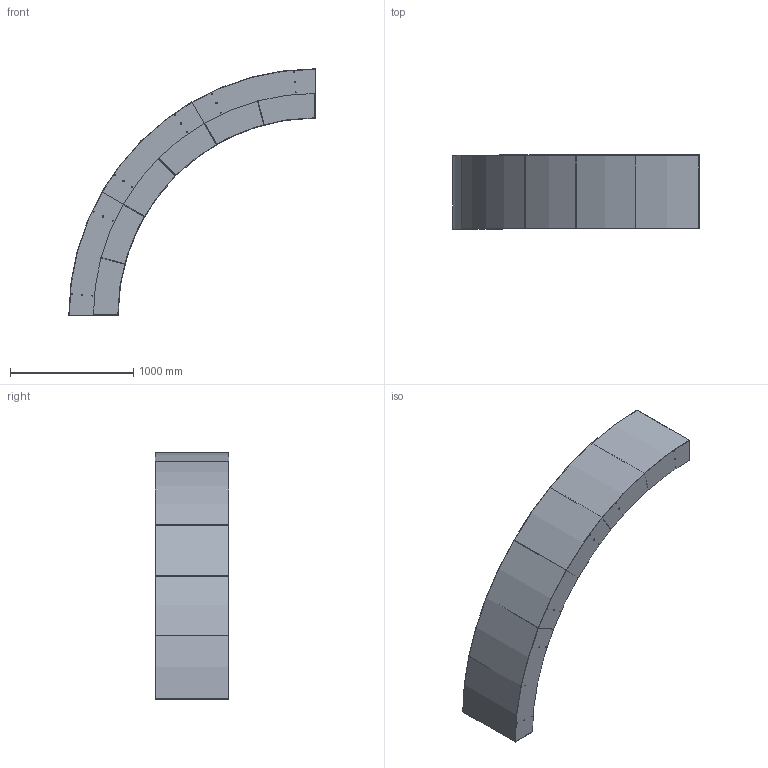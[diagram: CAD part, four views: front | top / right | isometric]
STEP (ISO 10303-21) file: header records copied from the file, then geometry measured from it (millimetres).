
FILE_DESCRIPTION (( 'STEP AP203' ), '1' );
FILE_NAME ('CRCO3_600_2000_400_Wide.STEP', '2020-05-01T06:51:14', ( '' ), ( '' ), 'SwSTEP 2.0', 'SolidWorks 2019', '' );
FILE_SCHEMA (( 'CONFIG_CONTROL_DESIGN' ));
Length unit declared in the file: millimetre
Products named in the file (7): CRCO3_600_2000_400_Wall_Wide; CRCO3_600_2000_400_Bottom_Wide; CRCO3_600_2000_400_Top_Wide; CRCO3_600_2000_400_Innerwall_Wide; CR3_600_400 Con Wide; CR3_600_400 Con m Wide; CRCO3_600_2000_400_Wide
Assembly tree (17 placements, depth 2):
  CRCO3_600_2000_400_Wide
    CRCO3_600_2000_400_Bottom_Wide  x3
    CRCO3_600_2000_400_Innerwall_Wide  x2
    CRCO3_600_2000_400_Top_Wide  x3
    CRCO3_600_2000_400_Wall_Wide  x2
    CR3_600_400 Con m Wide  x5
    CR3_600_400 Con Wide  x2
Bounding box: 2000 x 600 x 2000 mm (x, y, z)
Volume: 14698525.1 mm3; surface area: 9929516.2 mm2
Topology: 17 solids, 17 shells, 214 faces, 540 edges, 360 vertices
Faces by surface type: plane 124, cylinder 90
Entity records: 3383 total; most frequent: DIRECTION 442, CARTESIAN_POINT 404, ORIENTED_EDGE 372, EDGE_CURVE 186, AXIS2_PLACEMENT_3D 162, VERTEX_POINT 124, VECTOR 118, LINE 118
